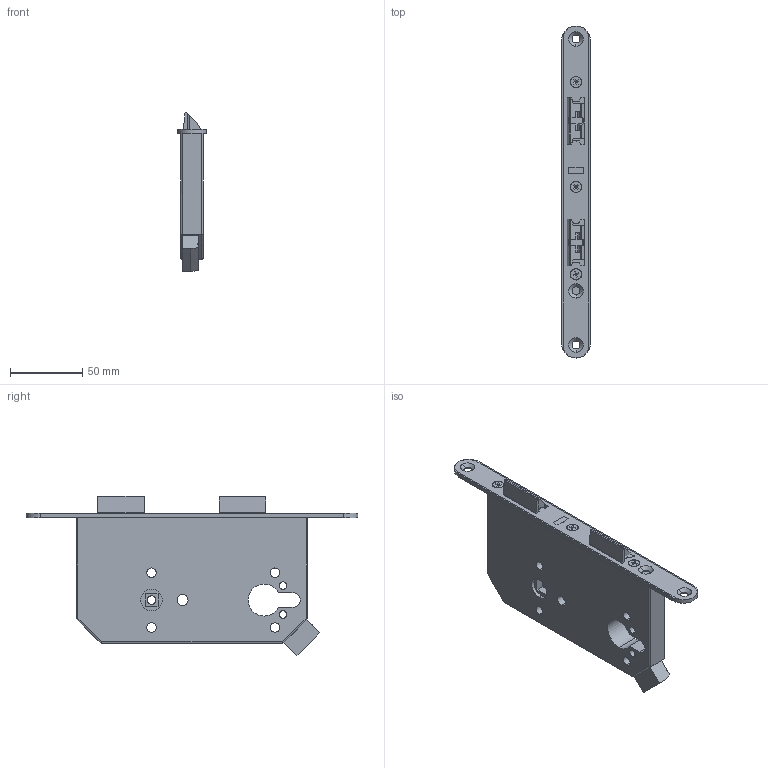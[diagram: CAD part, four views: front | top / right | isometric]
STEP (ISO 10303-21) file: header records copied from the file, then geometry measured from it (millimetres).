
FILE_DESCRIPTION (( 'STEP AP203' ), '1' );
FILE_NAME ('31183.STEP', '2025-06-30T06:48:13', ( '' ), ( '' ), 'SwSTEP 2.0', 'SolidWorks 2024', '' );
FILE_SCHEMA (( 'CONFIG_CONTROL_DESIGN' ));
Length unit declared in the file: millimetre
Products named in the file (5): D001556105-000_D001556105-013; D001556150-000_D001556150-020_20mm; 31183; D001127682-000_D001127682-001; D001556056-000_D001556056-018_18mm
Assembly tree (6 placements, depth 2):
  31183
    D001556105-000_D001556105-013
    D001556150-000_D001556150-020_20mm
    D001556056-000_D001556056-018_18mm
    D001127682-000_D001127682-001  x3
Bounding box: 20 x 230 x 110.65 mm (x, y, z)
Volume: 228432.9 mm3; surface area: 59497 mm2
Topology: 6 solids, 6 shells, 441 faces, 1127 edges, 710 vertices
Faces by surface type: plane 224, cylinder 175, cone 42
Entity records: 11544 total; most frequent: DIRECTION 1951, CARTESIAN_POINT 1919, ORIENTED_EDGE 1850, EDGE_CURVE 925, AXIS2_PLACEMENT_3D 676, LINE 599, VECTOR 599, VERTEX_POINT 596
